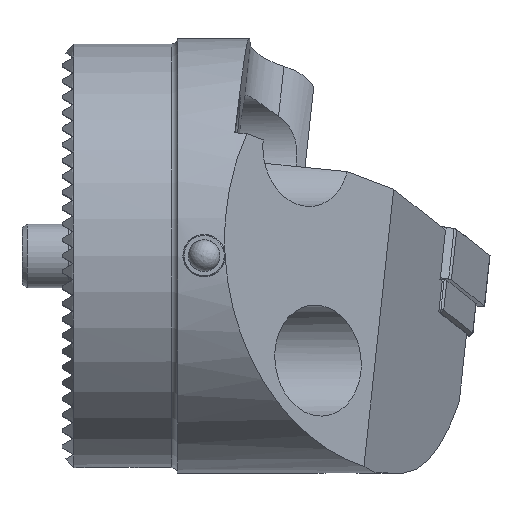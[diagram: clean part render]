
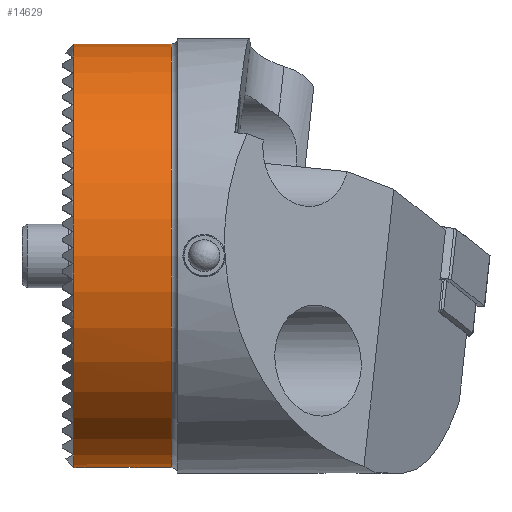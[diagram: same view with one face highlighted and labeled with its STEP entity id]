
A CAD part, top view. The second image highlights one B-rep face of the part: STEP entity #14629.
In plain terms, the highlighted cylindrical face has radius 20 mm (diameter 40 mm), a full revolution.
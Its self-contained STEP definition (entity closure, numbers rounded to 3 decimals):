
#27 = CARTESIAN_POINT ( 'NONE',  ( 9.9, 0., 20. ) ) ;
#41 = CARTESIAN_POINT ( 'NONE',  ( 8.436, -19.871, -2.268 ) ) ;
#98 = CARTESIAN_POINT ( 'NONE',  ( 5.178, -19.959, -1.283 ) ) ;
#146 = CARTESIAN_POINT ( 'NONE',  ( 8.398, -19.706, -3.419 ) ) ;
#147 = AXIS2_PLACEMENT_3D ( 'NONE', #9306, #1715, #499 ) ;
#150 = VERTEX_POINT ( 'NONE', #27 ) ;
#499 = DIRECTION ( 'NONE',  ( 0., 0., 1. ) ) ;
#693 = CYLINDRICAL_SURFACE ( 'NONE', #147, 20. ) ;
#1186 = CARTESIAN_POINT ( 'NONE',  ( 8.09, -19.939, -1.569 ) ) ;
#1241 = CARTESIAN_POINT ( 'NONE',  ( 5.498, -19.489, -4.492 ) ) ;
#1304 = CARTESIAN_POINT ( 'NONE',  ( 8.487, -19.841, -2.522 ) ) ;
#1362 = CARTESIAN_POINT ( 'NONE',  ( 7.731, -19.521, -4.357 ) ) ;
#1408 = CARTESIAN_POINT ( 'NONE',  ( 8.487, -19.768, -3.041 ) ) ;
#1440 = CIRCLE ( 'NONE', #1950, 20. ) ;
#1715 = DIRECTION ( 'NONE',  ( -1., 0., 0. ) ) ;
#1720 = VERTEX_POINT ( 'NONE', #11754 ) ;
#1950 = AXIS2_PLACEMENT_3D ( 'NONE', #16262, #13855, #8602 ) ;
#2277 = AXIS2_PLACEMENT_3D ( 'NONE', #12340, #13749, #6089 ) ;
#2457 = CARTESIAN_POINT ( 'NONE',  ( 8.092, -19.599, -3.984 ) ) ;
#2577 = CARTESIAN_POINT ( 'NONE',  ( 7.728, -19.965, -1.19 ) ) ;
#2852 = EDGE_LOOP ( 'NONE', ( #14008 ) ) ;
#3780 = CARTESIAN_POINT ( 'NONE',  ( 4.513, -19.841, -2.524 ) ) ;
#3835 = CARTESIAN_POINT ( 'NONE',  ( 5.98, -19.982, -0.854 ) ) ;
#3896 = CARTESIAN_POINT ( 'NONE',  ( 5.281, -19.521, -4.35 ) ) ;
#5011 = CARTESIAN_POINT ( 'NONE',  ( 4.5, -19.769, -3.043 ) ) ;
#5072 = CARTESIAN_POINT ( 'NONE',  ( 7.505, -19.973, -1.041 ) ) ;
#5126 = CARTESIAN_POINT ( 'NONE',  ( 8.298, -19.663, -3.658 ) ) ;
#5176 = CARTESIAN_POINT ( 'NONE',  ( 8.005, -19.946, -1.467 ) ) ;
#5232 = CARTESIAN_POINT ( 'NONE',  ( 4.5, -19.823, -2.655 ) ) ;
#6089 = DIRECTION ( 'NONE',  ( 0., 0., 1. ) ) ;
#6246 = CARTESIAN_POINT ( 'NONE',  ( 6.368, -19.428, -4.75 ) ) ;
#6308 = CARTESIAN_POINT ( 'NONE',  ( 8.235, -19.92, -1.786 ) ) ;
#6359 = CARTESIAN_POINT ( 'NONE',  ( 8.007, -19.579, -4.085 ) ) ;
#6424 = CARTESIAN_POINT ( 'NONE',  ( 6.236, -19.984, -0.802 ) ) ;
#6695 = EDGE_CURVE ( 'NONE', #150, #150, #8499, .T. ) ;
#7104 = EDGE_LOOP ( 'NONE', ( #13675 ) ) ;
#7396 = EDGE_CURVE ( 'NONE', #1720, #1720, #12286, .T. ) ;
#7526 = CARTESIAN_POINT ( 'NONE',  ( 5.279, -19.964, -1.2 ) ) ;
#7588 = CARTESIAN_POINT ( 'NONE',  ( 8.397, -19.885, -2.142 ) ) ;
#7644 = CARTESIAN_POINT ( 'NONE',  ( 4.602, -19.885, -2.145 ) ) ;
#7690 = CARTESIAN_POINT ( 'NONE',  ( 5.613, -19.975, -0.992 ) ) ;
#8003 = VERTEX_POINT ( 'NONE', #15571 ) ;
#8499 = CIRCLE ( 'NONE', #2277, 20. ) ;
#8602 = DIRECTION ( 'NONE',  ( 0., 0., 1. ) ) ;
#8754 = CARTESIAN_POINT ( 'NONE',  ( 4.992, -19.946, -1.47 ) ) ;
#8816 = CARTESIAN_POINT ( 'NONE',  ( 6.5, -19.428, -4.75 ) ) ;
#8925 = CARTESIAN_POINT ( 'NONE',  ( 8.5, -19.787, -2.912 ) ) ;
#8991 = CARTESIAN_POINT ( 'NONE',  ( 5.855, -19.98, -0.892 ) ) ;
#9040 = CARTESIAN_POINT ( 'NONE',  ( 7.027, -19.441, -4.698 ) ) ;
#9306 = CARTESIAN_POINT ( 'NONE',  ( -0.6, 0., 0. ) ) ;
#9414 = FACE_OUTER_BOUND ( 'NONE', #7104, .T. ) ;
#10047 = CARTESIAN_POINT ( 'NONE',  ( 8.237, -19.642, -3.771 ) ) ;
#10169 = CARTESIAN_POINT ( 'NONE',  ( 7.024, -19.983, -0.841 ) ) ;
#10219 = CARTESIAN_POINT ( 'NONE',  ( 7.508, -19.487, -4.503 ) ) ;
#10311 = ORIENTED_EDGE ( 'NONE', *, *, #6695, .T. ) ;
#10400 = FACE_BOUND ( 'NONE', #2852, .T. ) ;
#11385 = CARTESIAN_POINT ( 'NONE',  ( 5.613, -19.475, -4.552 ) ) ;
#11442 = CARTESIAN_POINT ( 'NONE',  ( 8.5, -19.824, -2.651 ) ) ;
#11555 = CARTESIAN_POINT ( 'NONE',  ( 5.496, -19.972, -1.055 ) ) ;
#11754 = CARTESIAN_POINT ( 'NONE',  ( 6.5, -19.428, -4.75 ) ) ;
#12286 = B_SPLINE_CURVE_WITH_KNOTS ( 'NONE', 3,
 ( #8816, #6246, #13962, #14080, #16416, #11385, #1241, #3896, #13903, #12723, #12839, #12603, #5011, #5232, #3780, #15147, #7644, #15262, #12659, #15214, #8754, #98, #7526, #11555, #7690, #8991, #3835, #6424, #14027, #16472, #10169, #5072, #2577, #5176, #1186, #6308, #12786, #7588, #41, #1304, #11442, #8925, #1408, #15378, #146, #5126, #10047, #2457, #6359, #1362, #10219, #9040, #15536, #15633 ),
 .UNSPECIFIED., .T., .F.,
 ( 4, 2, 2, 2, 2, 2, 2, 2, 2, 2, 2, 2, 2, 2, 2, 2, 2, 2, 2, 2, 2, 2, 2, 2, 2, 2, 4 ),
 ( 0., 0., 0.001, 0.001, 0.002, 0.002, 0.003, 0.004, 0.004, 0.004, 0.005, 0.005, 0.005, 0.006, 0.006, 0.007, 0.008, 0.008, 0.009, 0.009, 0.009, 0.01, 0.01, 0.011, 0.011, 0.012, 0.013 ),
 .UNSPECIFIED. ) ;
#12340 = CARTESIAN_POINT ( 'NONE',  ( 9.9, 0., 0. ) ) ;
#12603 = CARTESIAN_POINT ( 'NONE',  ( 4.553, -19.727, -3.303 ) ) ;
#12659 = CARTESIAN_POINT ( 'NONE',  ( 4.765, -19.92, -1.787 ) ) ;
#12723 = CARTESIAN_POINT ( 'NONE',  ( 4.901, -19.598, -3.996 ) ) ;
#12786 = CARTESIAN_POINT ( 'NONE',  ( 8.296, -19.91, -1.901 ) ) ;
#12839 = CARTESIAN_POINT ( 'NONE',  ( 4.752, -19.642, -3.777 ) ) ;
#12857 = EDGE_LOOP ( 'NONE', ( #10311 ) ) ;
#13675 = ORIENTED_EDGE ( 'NONE', *, *, #15973, .F. ) ;
#13749 = DIRECTION ( 'NONE',  ( -1., 0., 0. ) ) ;
#13855 = DIRECTION ( 'NONE',  ( -1., 0., 0. ) ) ;
#13903 = CARTESIAN_POINT ( 'NONE',  ( 5.178, -19.54, -4.267 ) ) ;
#13962 = CARTESIAN_POINT ( 'NONE',  ( 6.238, -19.431, -4.737 ) ) ;
#14008 = ORIENTED_EDGE ( 'NONE', *, *, #7396, .T. ) ;
#14027 = CARTESIAN_POINT ( 'NONE',  ( 6.369, -19.984, -0.789 ) ) ;
#14080 = CARTESIAN_POINT ( 'NONE',  ( 5.982, -19.443, -4.688 ) ) ;
#14215 = FACE_OUTER_BOUND ( 'NONE', #12857, .T. ) ;
#14629 = ADVANCED_FACE ( 'NONE', ( #10400, #9414, #14215 ), #693, .T. ) ;
#15147 = CARTESIAN_POINT ( 'NONE',  ( 4.564, -19.871, -2.269 ) ) ;
#15214 = CARTESIAN_POINT ( 'NONE',  ( 4.909, -19.938, -1.571 ) ) ;
#15262 = CARTESIAN_POINT ( 'NONE',  ( 4.702, -19.91, -1.904 ) ) ;
#15378 = CARTESIAN_POINT ( 'NONE',  ( 8.437, -19.727, -3.294 ) ) ;
#15536 = CARTESIAN_POINT ( 'NONE',  ( 6.764, -19.428, -4.75 ) ) ;
#15571 = CARTESIAN_POINT ( 'NONE',  ( 0.7, 0., 20. ) ) ;
#15633 = CARTESIAN_POINT ( 'NONE',  ( 6.5, -19.428, -4.75 ) ) ;
#15973 = EDGE_CURVE ( 'NONE', #8003, #8003, #1440, .T. ) ;
#16262 = CARTESIAN_POINT ( 'NONE',  ( 0.7, 0., 0. ) ) ;
#16416 = CARTESIAN_POINT ( 'NONE',  ( 5.855, -19.452, -4.65 ) ) ;
#16472 = CARTESIAN_POINT ( 'NONE',  ( 6.76, -19.984, -0.789 ) ) ;
